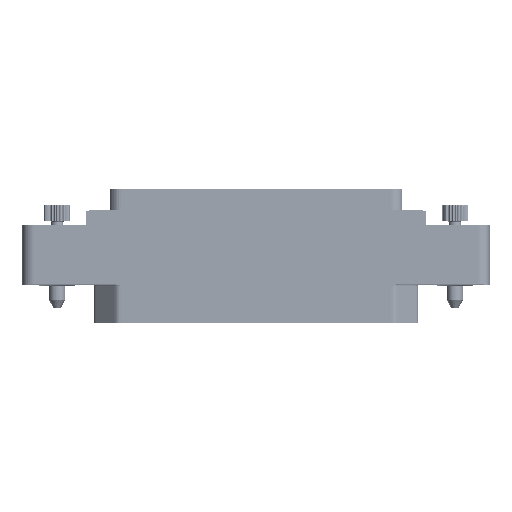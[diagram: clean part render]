
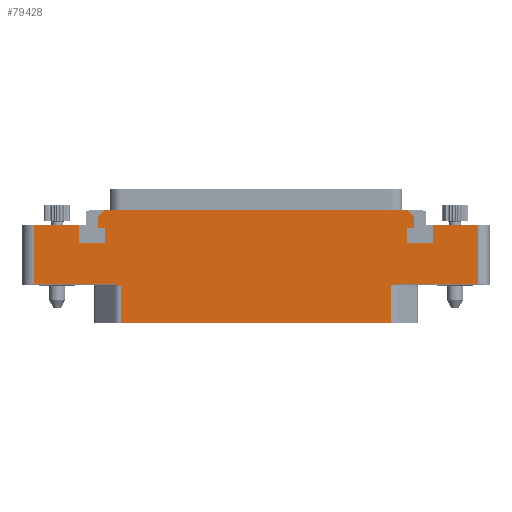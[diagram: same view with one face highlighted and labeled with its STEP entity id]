
A CAD part, top view. The second image highlights one B-rep face of the part: STEP entity #79428.
In plain terms, the highlighted planar face has unit normal (0, 0, 1).
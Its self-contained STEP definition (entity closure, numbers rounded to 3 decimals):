
#2144=DIRECTION('',(-0.707,-0.707,0.));
#2145=VECTOR('',#2144,1.697);
#2146=CARTESIAN_POINT('',(-25.8,12.75,7.));
#2147=LINE('',#2146,#2145);
#2156=DIRECTION('',(1.,0.,0.));
#2157=VECTOR('',#2156,7.8);
#2158=CARTESIAN_POINT('',(-38.,10.25,7.));
#2159=LINE('',#2158,#2157);
#2160=DIRECTION('',(0.,-1.,0.));
#2161=VECTOR('',#2160,3.2);
#2162=CARTESIAN_POINT('',(-30.2,10.25,7.));
#2163=LINE('',#2162,#2161);
#2164=DIRECTION('',(1.,0.,0.));
#2165=VECTOR('',#2164,4.4);
#2166=CARTESIAN_POINT('',(-30.2,7.05,7.));
#2167=LINE('',#2166,#2165);
#2168=DIRECTION('',(0.,1.,0.));
#2169=VECTOR('',#2168,2.6);
#2170=CARTESIAN_POINT('',(-25.8,7.05,7.));
#2171=LINE('',#2170,#2169);
#2172=DIRECTION('',(-1.,0.,0.));
#2173=VECTOR('',#2172,1.2);
#2174=CARTESIAN_POINT('',(-25.8,9.65,7.));
#2175=LINE('',#2174,#2173);
#2176=DIRECTION('',(0.,-1.,0.));
#2177=VECTOR('',#2176,1.9);
#2178=CARTESIAN_POINT('',(-27.,11.55,7.));
#2179=LINE('',#2178,#2177);
#2180=DIRECTION('',(1.,0.,0.));
#2181=VECTOR('',#2180,51.6);
#2182=CARTESIAN_POINT('',(-25.8,12.75,7.));
#2183=LINE('',#2182,#2181);
#2184=DIRECTION('',(0.,-1.,0.));
#2185=VECTOR('',#2184,1.9);
#2186=CARTESIAN_POINT('',(27.,11.55,7.));
#2187=LINE('',#2186,#2185);
#2188=DIRECTION('',(-1.,0.,0.));
#2189=VECTOR('',#2188,1.2);
#2190=CARTESIAN_POINT('',(27.,9.65,7.));
#2191=LINE('',#2190,#2189);
#2192=DIRECTION('',(0.,-1.,0.));
#2193=VECTOR('',#2192,2.6);
#2194=CARTESIAN_POINT('',(25.8,9.65,7.));
#2195=LINE('',#2194,#2193);
#2196=DIRECTION('',(1.,0.,0.));
#2197=VECTOR('',#2196,4.4);
#2198=CARTESIAN_POINT('',(25.8,7.05,7.));
#2199=LINE('',#2198,#2197);
#2200=DIRECTION('',(0.,1.,0.));
#2201=VECTOR('',#2200,3.2);
#2202=CARTESIAN_POINT('',(30.2,7.05,7.));
#2203=LINE('',#2202,#2201);
#2204=DIRECTION('',(1.,0.,0.));
#2205=VECTOR('',#2204,7.8);
#2206=CARTESIAN_POINT('',(30.2,10.25,7.));
#2207=LINE('',#2206,#2205);
#2208=DIRECTION('',(1.,0.,0.));
#2209=VECTOR('',#2208,14.082);
#2210=CARTESIAN_POINT('',(23.918,0.,7.));
#2211=LINE('',#2210,#2209);
#2242=CARTESIAN_POINT('',(23.118,-0.2,7.));
#2243=CARTESIAN_POINT('',(23.14,-0.192,7.));
#2244=CARTESIAN_POINT('',(23.184,-0.176,7.));
#2245=CARTESIAN_POINT('',(23.251,-0.152,7.));
#2246=CARTESIAN_POINT('',(23.318,-0.128,7.));
#2247=CARTESIAN_POINT('',(23.385,-0.106,7.));
#2248=CARTESIAN_POINT('',(23.451,-0.085,7.));
#2249=CARTESIAN_POINT('',(23.515,-0.066,7.));
#2250=CARTESIAN_POINT('',(23.577,-0.049,7.));
#2251=CARTESIAN_POINT('',(23.636,-0.035,7.));
#2252=CARTESIAN_POINT('',(23.688,-0.024,7.));
#2253=CARTESIAN_POINT('',(23.734,-0.016,7.));
#2254=CARTESIAN_POINT('',(23.776,-0.01,7.));
#2255=CARTESIAN_POINT('',(23.814,-0.005,7.));
#2256=CARTESIAN_POINT('',(23.85,-0.002,7.));
#2257=CARTESIAN_POINT('',(23.884,0.,7.));
#2258=CARTESIAN_POINT('',(23.907,0.,7.));
#2259=CARTESIAN_POINT('',(23.918,0.,7.));
#2275=DIRECTION('',(0.,1.,0.));
#2276=VECTOR('',#2275,6.3);
#2277=CARTESIAN_POINT('',(23.118,-6.5,7.));
#2278=LINE('',#2277,#2276);
#2924=DIRECTION('',(0.,1.,0.));
#2925=VECTOR('',#2924,10.25);
#2926=CARTESIAN_POINT('',(38.,0.,7.));
#2927=LINE('',#2926,#2925);
#2970=DIRECTION('',(0.707,-0.707,0.));
#2971=VECTOR('',#2970,1.697);
#2972=CARTESIAN_POINT('',(25.8,12.75,7.));
#2973=LINE('',#2972,#2971);
#7301=DIRECTION('',(0.,-1.,0.));
#7302=VECTOR('',#7301,10.25);
#7303=CARTESIAN_POINT('',(-38.,10.25,7.));
#7304=LINE('',#7303,#7302);
#7336=DIRECTION('',(1.,0.,0.));
#7337=VECTOR('',#7336,14.082);
#7338=CARTESIAN_POINT('',(-38.,0.,7.));
#7339=LINE('',#7338,#7337);
#7451=CARTESIAN_POINT('',(-23.918,0.,7.));
#7452=CARTESIAN_POINT('',(-23.907,0.,7.));
#7453=CARTESIAN_POINT('',(-23.884,0.,7.));
#7454=CARTESIAN_POINT('',(-23.85,-0.002,7.));
#7455=CARTESIAN_POINT('',(-23.814,-0.005,7.));
#7456=CARTESIAN_POINT('',(-23.776,-0.01,7.));
#7457=CARTESIAN_POINT('',(-23.734,-0.016,7.));
#7458=CARTESIAN_POINT('',(-23.688,-0.024,7.));
#7459=CARTESIAN_POINT('',(-23.636,-0.035,7.));
#7460=CARTESIAN_POINT('',(-23.577,-0.049,7.));
#7461=CARTESIAN_POINT('',(-23.515,-0.066,7.));
#7462=CARTESIAN_POINT('',(-23.451,-0.085,7.));
#7463=CARTESIAN_POINT('',(-23.385,-0.106,7.));
#7464=CARTESIAN_POINT('',(-23.318,-0.128,7.));
#7465=CARTESIAN_POINT('',(-23.251,-0.152,7.));
#7466=CARTESIAN_POINT('',(-23.184,-0.176,7.));
#7467=CARTESIAN_POINT('',(-23.14,-0.192,7.));
#7468=CARTESIAN_POINT('',(-23.118,-0.2,7.));
#7470=DIRECTION('',(0.,1.,0.));
#7471=VECTOR('',#7470,6.3);
#7472=CARTESIAN_POINT('',(-23.118,-6.5,7.));
#7473=LINE('',#7472,#7471);
#7495=DIRECTION('',(-1.,0.,0.));
#7496=VECTOR('',#7495,46.236);
#7497=CARTESIAN_POINT('',(23.118,-6.5,7.));
#7498=LINE('',#7497,#7496);
#62276=CARTESIAN_POINT('',(-30.2,10.25,7.));
#62277=CARTESIAN_POINT('',(-30.2,7.05,7.));
#62278=VERTEX_POINT('',#62276);
#62279=VERTEX_POINT('',#62277);
#62280=CARTESIAN_POINT('',(-25.8,7.05,7.));
#62281=VERTEX_POINT('',#62280);
#62282=CARTESIAN_POINT('',(-25.8,9.65,7.));
#62283=VERTEX_POINT('',#62282);
#62284=CARTESIAN_POINT('',(-27.,9.65,7.));
#62285=VERTEX_POINT('',#62284);
#62286=CARTESIAN_POINT('',(27.,9.65,7.));
#62287=CARTESIAN_POINT('',(25.8,9.65,7.));
#62288=VERTEX_POINT('',#62286);
#62289=VERTEX_POINT('',#62287);
#62290=CARTESIAN_POINT('',(25.8,7.05,7.));
#62291=VERTEX_POINT('',#62290);
#62292=CARTESIAN_POINT('',(30.2,7.05,7.));
#62293=VERTEX_POINT('',#62292);
#62294=CARTESIAN_POINT('',(30.2,10.25,7.));
#62295=VERTEX_POINT('',#62294);
#62300=CARTESIAN_POINT('',(-27.,11.55,7.));
#62302=VERTEX_POINT('',#62300);
#62304=CARTESIAN_POINT('',(-25.8,12.75,7.));
#62305=VERTEX_POINT('',#62304);
#62306=CARTESIAN_POINT('',(27.,11.55,7.));
#62308=VERTEX_POINT('',#62306);
#62310=CARTESIAN_POINT('',(25.8,12.75,7.));
#62311=VERTEX_POINT('',#62310);
#62388=CARTESIAN_POINT('',(38.,0.,7.));
#62389=CARTESIAN_POINT('',(38.,10.25,7.));
#62390=VERTEX_POINT('',#62388);
#62391=VERTEX_POINT('',#62389);
#62396=CARTESIAN_POINT('',(-38.,10.25,7.));
#62397=CARTESIAN_POINT('',(-38.,0.,7.));
#62398=VERTEX_POINT('',#62396);
#62399=VERTEX_POINT('',#62397);
#62605=CARTESIAN_POINT('',(23.118,-6.5,7.));
#62607=VERTEX_POINT('',#62605);
#62608=CARTESIAN_POINT('',(-23.118,-6.5,7.));
#62610=VERTEX_POINT('',#62608);
#62672=CARTESIAN_POINT('',(-23.118,-0.2,7.));
#62673=VERTEX_POINT('',#62672);
#62674=CARTESIAN_POINT('',(-23.918,0.,7.));
#62675=VERTEX_POINT('',#62674);
#62676=CARTESIAN_POINT('',(23.118,-0.2,7.));
#62678=VERTEX_POINT('',#62676);
#62680=CARTESIAN_POINT('',(23.918,0.,7.));
#62682=VERTEX_POINT('',#62680);
#79375=CARTESIAN_POINT('',(0.,0.,7.));
#79376=DIRECTION('',(0.,0.,-1.));
#79377=DIRECTION('',(-1.,0.,0.));
#79378=AXIS2_PLACEMENT_3D('',#79375,#79376,#79377);
#79379=PLANE('',#79378);
#79381=ORIENTED_EDGE('',*,*,#79380,.F.);
#79383=ORIENTED_EDGE('',*,*,#79382,.F.);
#79385=ORIENTED_EDGE('',*,*,#79384,.F.);
#79387=ORIENTED_EDGE('',*,*,#79386,.T.);
#79389=ORIENTED_EDGE('',*,*,#79388,.T.);
#79391=ORIENTED_EDGE('',*,*,#79390,.F.);
#79393=ORIENTED_EDGE('',*,*,#79392,.F.);
#79395=ORIENTED_EDGE('',*,*,#79394,.F.);
#79397=ORIENTED_EDGE('',*,*,#79396,.T.);
#79399=ORIENTED_EDGE('',*,*,#79398,.T.);
#79401=ORIENTED_EDGE('',*,*,#79400,.T.);
#79403=ORIENTED_EDGE('',*,*,#79402,.T.);
#79405=ORIENTED_EDGE('',*,*,#79404,.T.);
#79407=ORIENTED_EDGE('',*,*,#79406,.F.);
#79408=ORIENTED_EDGE('',*,*,#79366,.F.);
#79409=ORIENTED_EDGE('',*,*,#79338,.T.);
#79411=ORIENTED_EDGE('',*,*,#79410,.T.);
#79413=ORIENTED_EDGE('',*,*,#79412,.T.);
#79415=ORIENTED_EDGE('',*,*,#79414,.T.);
#79417=ORIENTED_EDGE('',*,*,#79416,.T.);
#79419=ORIENTED_EDGE('',*,*,#79418,.T.);
#79421=ORIENTED_EDGE('',*,*,#79420,.T.);
#79423=ORIENTED_EDGE('',*,*,#79422,.T.);
#79425=ORIENTED_EDGE('',*,*,#79424,.F.);
#79426=EDGE_LOOP('',(#79381,#79383,#79385,#79387,#79389,#79391,#79393,#79395,
#79397,#79399,#79401,#79403,#79405,#79407,#79408,#79409,#79411,#79413,#79415,
#79417,#79419,#79421,#79423,#79425));
#79427=FACE_OUTER_BOUND('',#79426,.F.);
#79428=ADVANCED_FACE('',(#79427),#79379,.F.);
#2260=B_SPLINE_CURVE_WITH_KNOTS('',3,(#2242,#2243,#2244,#2245,#2246,#2247,#2248,
#2249,#2250,#2251,#2252,#2253,#2254,#2255,#2256,#2257,#2258,#2259),
.UNSPECIFIED.,.F.,.F.,(4,1,1,1,1,1,1,1,1,1,1,1,1,1,1,4),(0.,0.067,
0.133,0.2,0.267,0.333,0.4,
0.467,0.533,0.6,0.667,0.733,
0.8,0.867,0.933,1.),.UNSPECIFIED.);
#7469=B_SPLINE_CURVE_WITH_KNOTS('',3,(#7451,#7452,#7453,#7454,#7455,#7456,#7457,
#7458,#7459,#7460,#7461,#7462,#7463,#7464,#7465,#7466,#7467,#7468),
.UNSPECIFIED.,.F.,.F.,(4,1,1,1,1,1,1,1,1,1,1,1,1,1,1,4),(0.,0.067,
0.133,0.2,0.267,0.333,0.4,
0.467,0.533,0.6,0.667,0.733,
0.8,0.867,0.933,1.),.UNSPECIFIED.);
#79338=EDGE_CURVE('',#62305,#62311,#2183,.T.);
#79366=EDGE_CURVE('',#62305,#62302,#2147,.T.);
#79380=EDGE_CURVE('',#62682,#62390,#2211,.T.);
#79382=EDGE_CURVE('',#62678,#62682,#2260,.T.);
#79384=EDGE_CURVE('',#62607,#62678,#2278,.T.);
#79386=EDGE_CURVE('',#62607,#62610,#7498,.T.);
#79388=EDGE_CURVE('',#62610,#62673,#7473,.T.);
#79390=EDGE_CURVE('',#62675,#62673,#7469,.T.);
#79392=EDGE_CURVE('',#62399,#62675,#7339,.T.);
#79394=EDGE_CURVE('',#62398,#62399,#7304,.T.);
#79396=EDGE_CURVE('',#62398,#62278,#2159,.T.);
#79398=EDGE_CURVE('',#62278,#62279,#2163,.T.);
#79400=EDGE_CURVE('',#62279,#62281,#2167,.T.);
#79402=EDGE_CURVE('',#62281,#62283,#2171,.T.);
#79404=EDGE_CURVE('',#62283,#62285,#2175,.T.);
#79406=EDGE_CURVE('',#62302,#62285,#2179,.T.);
#79410=EDGE_CURVE('',#62311,#62308,#2973,.T.);
#79412=EDGE_CURVE('',#62308,#62288,#2187,.T.);
#79414=EDGE_CURVE('',#62288,#62289,#2191,.T.);
#79416=EDGE_CURVE('',#62289,#62291,#2195,.T.);
#79418=EDGE_CURVE('',#62291,#62293,#2199,.T.);
#79420=EDGE_CURVE('',#62293,#62295,#2203,.T.);
#79422=EDGE_CURVE('',#62295,#62391,#2207,.T.);
#79424=EDGE_CURVE('',#62390,#62391,#2927,.T.);
